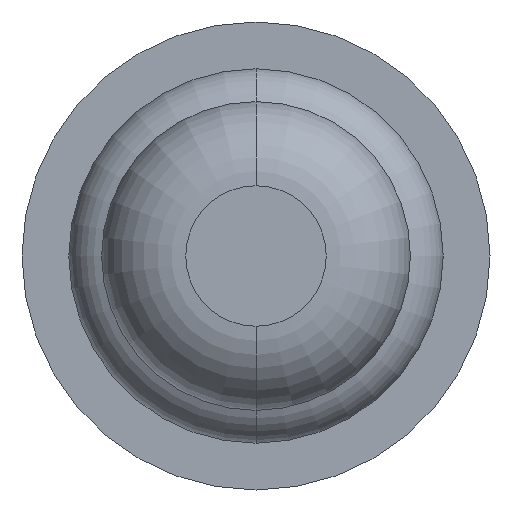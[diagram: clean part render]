
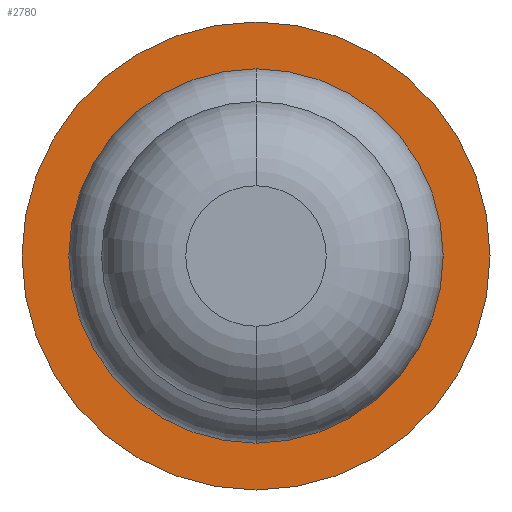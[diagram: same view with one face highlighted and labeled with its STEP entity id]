
A CAD part, front view. The second image highlights one B-rep face of the part: STEP entity #2780.
In plain terms, the highlighted planar face has unit normal (0, -1, 0).
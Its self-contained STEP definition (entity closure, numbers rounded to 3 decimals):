
#15 = EDGE_CURVE ( 'Defeature ausgef�hrt1_12+Defeature ausgef�hrt1_13+Defeature ausgef�hrt1_13+Defeature ausgef�hrt1_13', #1492, #2747, #3651, .T. ) ;
#53 = EDGE_CURVE ( 'Defeature ausgef�hrt1_12+Defeature ausgef�hrt1_13+Defeature ausgef�hrt1_13+Defeature ausgef�hrt1_13', #2747, #1492, #89, .T. ) ;
#64 = EDGE_LOOP ( 'NONE', ( #3768, #1440 ) ) ;
#89 = CIRCLE ( 'NONE', #3467, 1.25 ) ;
#91 = CIRCLE ( 'NONE', #1923, 0.64 ) ;
#245 = DIRECTION ( 'NONE',  ( 0., 0., 1. ) ) ;
#352 = ORIENTED_EDGE ( 'NONE', *, *, #2987, .T. ) ;
#386 = DIRECTION ( 'NONE',  ( 0., 1., 0. ) ) ;
#402 = DIRECTION ( 'NONE',  ( 0., 0., 1. ) ) ;
#444 = CARTESIAN_POINT ( 'NONE',  ( 0., 5., 0. ) ) ;
#701 = AXIS2_PLACEMENT_3D ( 'NONE', #2131, #3514, #803 ) ;
#803 = DIRECTION ( 'NONE',  ( 0., 0., 1. ) ) ;
#940 = VERTEX_POINT ( 'NONE', #1685 ) ;
#1252 = CARTESIAN_POINT ( 'NONE',  ( 0., 5., 0. ) ) ;
#1433 = CARTESIAN_POINT ( 'NONE',  ( 0., 5., 0. ) ) ;
#1440 = ORIENTED_EDGE ( 'NONE', *, *, #53, .F. ) ;
#1492 = VERTEX_POINT ( 'NONE', #3155 ) ;
#1538 = VERTEX_POINT ( 'NONE', #2111 ) ;
#1609 = DIRECTION ( 'NONE',  ( 0., 1., 0. ) ) ;
#1685 = CARTESIAN_POINT ( 'NONE',  ( 0., 5., -0.64 ) ) ;
#1745 = CARTESIAN_POINT ( 'NONE',  ( 0., 5., 0. ) ) ;
#1923 = AXIS2_PLACEMENT_3D ( 'NONE', #1433, #2505, #2855 ) ;
#2077 = CARTESIAN_POINT ( 'NONE',  ( 0., 5., -1.25 ) ) ;
#2111 = CARTESIAN_POINT ( 'NONE',  ( 0., 5., 0.64 ) ) ;
#2115 = ORIENTED_EDGE ( 'NONE', *, *, #3786, .T. ) ;
#2131 = CARTESIAN_POINT ( 'NONE',  ( 1.25, 5., 0. ) ) ;
#2196 = AXIS2_PLACEMENT_3D ( 'NONE', #444, #3234, #2867 ) ;
#2505 = DIRECTION ( 'NONE',  ( 0., 1., 0. ) ) ;
#2528 = FACE_BOUND ( 'NONE', #4330, .T. ) ;
#2747 = VERTEX_POINT ( 'NONE', #2077 ) ;
#2780 = ADVANCED_FACE ( 'Defeature ausgef�hrt1_13', ( #3761, #2528 ), #3541, .F. ) ;
#2855 = DIRECTION ( 'NONE',  ( 0., 0., 1. ) ) ;
#2867 = DIRECTION ( 'NONE',  ( 0., 0., 1. ) ) ;
#2987 = EDGE_CURVE ( 'Defeature ausgef�hrt1_13+Defeature ausgef�hrt1_10+Defeature ausgef�hrt1_10+Defeature ausgef�hrt1_10', #1538, #940, #3243, .T. ) ;
#3155 = CARTESIAN_POINT ( 'NONE',  ( 0., 5., 1.25 ) ) ;
#3234 = DIRECTION ( 'NONE',  ( 0., 1., 0. ) ) ;
#3243 = CIRCLE ( 'NONE', #2196, 0.64 ) ;
#3467 = AXIS2_PLACEMENT_3D ( 'NONE', #1745, #386, #402 ) ;
#3514 = DIRECTION ( 'NONE',  ( 0., 1., 0. ) ) ;
#3541 = PLANE ( 'NONE',  #701 ) ;
#3619 = AXIS2_PLACEMENT_3D ( 'NONE', #1252, #1609, #245 ) ;
#3651 = CIRCLE ( 'NONE', #3619, 1.25 ) ;
#3761 = FACE_OUTER_BOUND ( 'NONE', #64, .T. ) ;
#3768 = ORIENTED_EDGE ( 'NONE', *, *, #15, .F. ) ;
#3786 = EDGE_CURVE ( 'Defeature ausgef�hrt1_13+Defeature ausgef�hrt1_10+Defeature ausgef�hrt1_10+Defeature ausgef�hrt1_10', #940, #1538, #91, .T. ) ;
#4330 = EDGE_LOOP ( 'NONE', ( #352, #2115 ) ) ;
